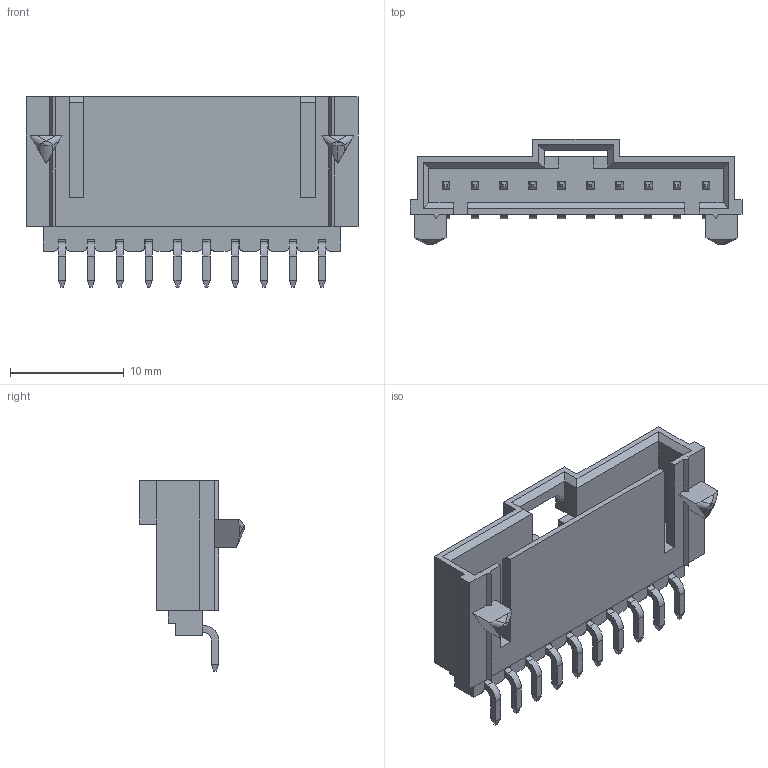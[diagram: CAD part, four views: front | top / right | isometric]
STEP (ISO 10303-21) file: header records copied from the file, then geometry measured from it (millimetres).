
FILE_DESCRIPTION (( 'STEP AP214' ), '1' );
FILE_NAME ('Molex C-Grid SL 10-pin Right Angle PCB Header.STEP', '2015-05-19T06:08:35', ( '' ), ( '' ), 'SwSTEP 2.0', 'SolidWorks 2014', '' );
FILE_SCHEMA (( 'AUTOMOTIVE_DESIGN' ));
Length unit declared in the file: inch
Products named in the file (1): Molex C-Grid SL 10-pin Right Angle PCB Header
Bounding box: 29.21 x 9.29 x 16.76 mm (x, y, z)
Volume: 1086.9 mm3; surface area: 2239.1 mm2
Topology: 11 solids, 11 shells, 426 faces, 1132 edges, 717 vertices
Faces by surface type: plane 337, cylinder 79, bspline 10
Entity records: 16269 total; most frequent: CARTESIAN_POINT 2709, ORIENTED_EDGE 2264, DIRECTION 2064, EDGE_CURVE 1132, LINE 942, VECTOR 942, VERTEX_POINT 717, AXIS2_PLACEMENT_3D 561
